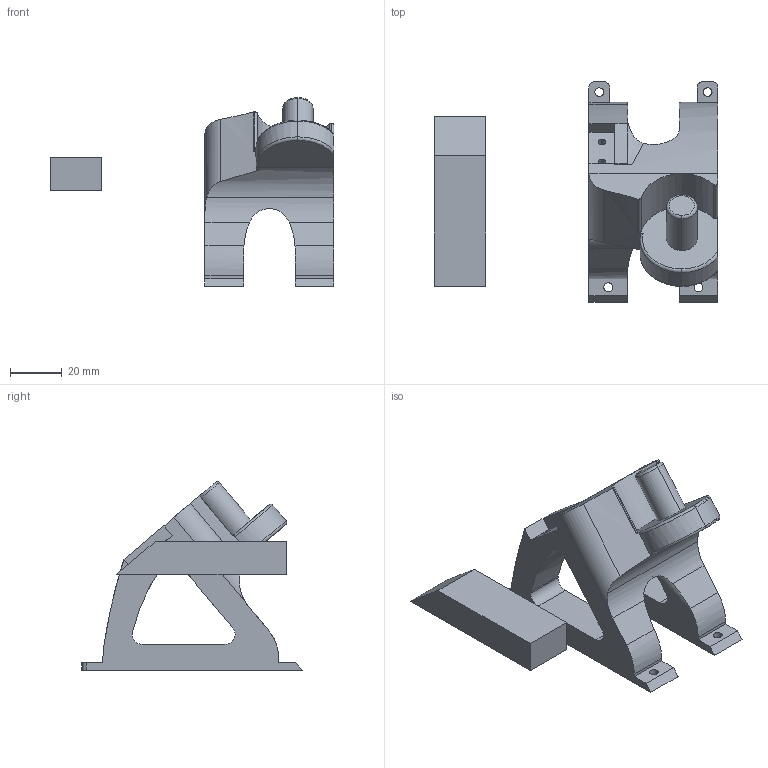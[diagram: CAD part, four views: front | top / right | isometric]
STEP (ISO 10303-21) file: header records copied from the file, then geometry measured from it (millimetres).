
FILE_DESCRIPTION (( 'STEP AP203' ), '1' );
FILE_NAME ('04_rollmount left_50°_v3.step', '2020-05-23T22:33:23', ( '' ), ( '' ), 'SwSTEP 2.0', 'SolidWorks 2019', '' );
FILE_SCHEMA (( 'CONFIG_CONTROL_DESIGN' ));
Length unit declared in the file: millimetre
Products named in the file (1): 04_rollmount left_50起v3
Bounding box: 110 x 85.37 x 73.12 mm (x, y, z)
Volume: 96119.3 mm3; surface area: 27268.3 mm2
Topology: 2 solids, 2 shells, 102 faces, 284 edges, 186 vertices
Faces by surface type: cylinder 51, plane 41, torus 6, bspline 4
Entity records: 3679 total; most frequent: CARTESIAN_POINT 937, ORIENTED_EDGE 568, DIRECTION 558, EDGE_CURVE 284, AXIS2_PLACEMENT_3D 207, VERTEX_POINT 186, VECTOR 144, LINE 144
